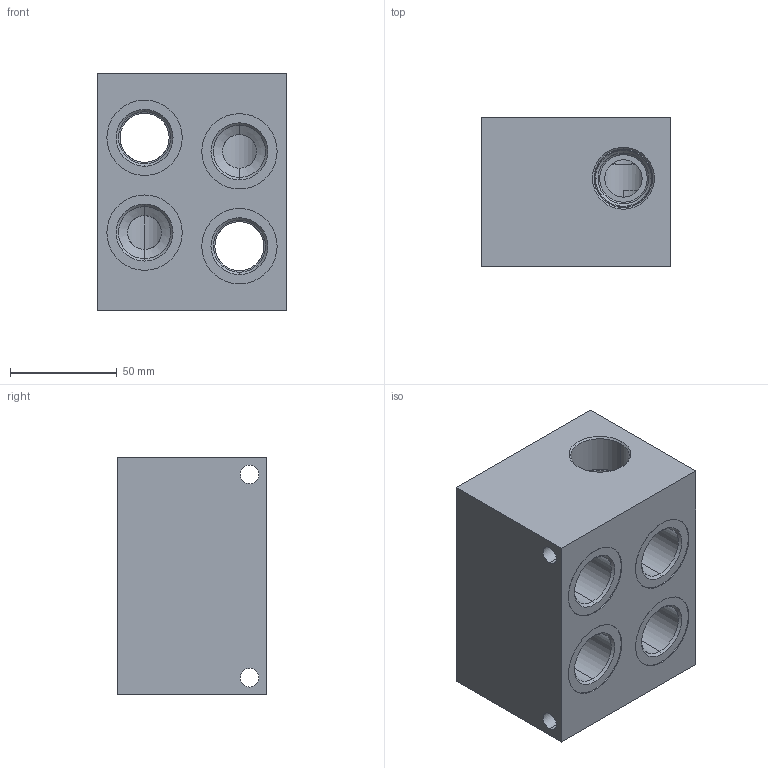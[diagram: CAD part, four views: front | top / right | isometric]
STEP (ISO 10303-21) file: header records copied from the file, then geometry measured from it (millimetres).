
FILE_DESCRIPTION((''),'2;1');
FILE_NAME('BIW_ASM','2024-08-02T',('ProEService'),(''),'PRO/ENGINEER BY PARAMETRIC TECHNOLOGY CORPORATION, 2014200','PRO/ENGINEER BY PARAMETRIC TECHNOLOGY CORPORATION, 2014200','');
FILE_SCHEMA(('CONFIG_CONTROL_DESIGN'));
Length unit declared in the file: inch
Products named in the file (2): 153-767-009; BIW_ASM
Assembly tree (1 placements, depth 2):
  BIW_ASM
    153-767-009
Bounding box: 88.9 x 69.85 x 111.12 mm (x, y, z)
Volume: 529058.8 mm3; surface area: 73827 mm2
Topology: 1 solids, 1 shells, 114 faces, 541 edges, 550 vertices
Faces by surface type: cylinder 60, cone 38, plane 16
Entity records: 5812 total; most frequent: CARTESIAN_POINT 1623, DIRECTION 888, ORIENTED_EDGE 544, VECTOR 382, LINE 382, EDGE_CURVE 272, TRIMMED_CURVE 269, AXIS2_PLACEMENT_3D 253
